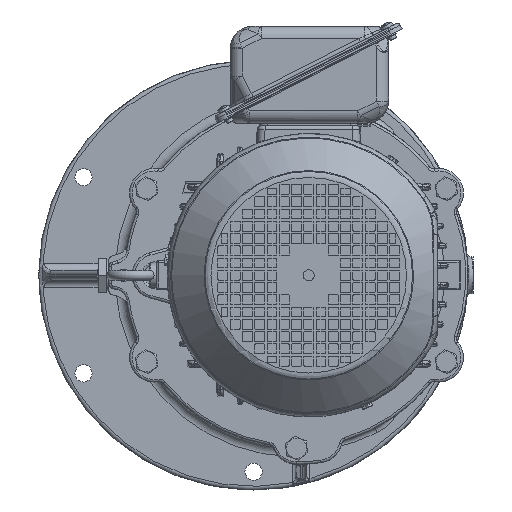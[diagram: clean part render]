
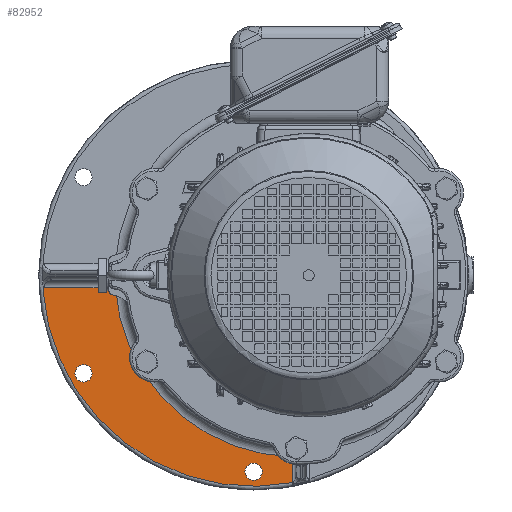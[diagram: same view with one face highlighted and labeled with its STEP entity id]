
A CAD part, left-side view. The second image highlights one B-rep face of the part: STEP entity #82952.
In plain terms, the highlighted planar face has unit normal (-1, 0, 0).
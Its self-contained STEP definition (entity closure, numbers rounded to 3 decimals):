
#2487 = CARTESIAN_POINT ( 'NONE',  ( 110., 205.94, -10.638 ) ) ;
#8729 = DIRECTION ( 'NONE',  ( 1., 0., 0. ) ) ;
#9546 = EDGE_CURVE ( 'NONE', #65101, #170280, #26260, .T. ) ;
#10380 = VERTEX_POINT ( 'NONE', #114478 ) ;
#14260 = CARTESIAN_POINT ( 'NONE',  ( 110., 205.635, -10.155 ) ) ;
#17621 = VERTEX_POINT ( 'NONE', #113650 ) ;
#20718 = DIRECTION ( 'NONE',  ( 0., 1., 0. ) ) ;
#22640 = DIRECTION ( 'NONE',  ( 0., -1., 0. ) ) ;
#26260 = B_SPLINE_CURVE_WITH_KNOTS ( 'NONE', 3,
 ( #160503, #14260, #85503, #2487, #168929, #36451, #101527, #150778 ),
 .UNSPECIFIED., .F., .F.,
 ( 4, 2, 2, 4 ),
 ( 0., 0.001, 0.001, 0.002 ),
 .UNSPECIFIED. ) ;
#36451 = CARTESIAN_POINT ( 'NONE',  ( 110., 206.299, -11.305 ) ) ;
#37224 = ORIENTED_EDGE ( 'NONE', *, *, #82342, .T. ) ;
#41561 = CARTESIAN_POINT ( 'NONE',  ( 110., 173.564, -80. ) ) ;
#43118 = DIRECTION ( 'NONE',  ( -1., 0., 0. ) ) ;
#45101 = CIRCLE ( 'NONE', #123661, 7. ) ;
#48136 = DIRECTION ( 'NONE',  ( 0., 1., 0. ) ) ;
#48146 = CARTESIAN_POINT ( 'NONE',  ( 110., 166.564, -80. ) ) ;
#50297 = EDGE_LOOP ( 'NONE', ( #189872 ) ) ;
#53578 = DIRECTION ( 'NONE',  ( -1., 0., 0. ) ) ;
#57931 = ORIENTED_EDGE ( 'NONE', *, *, #77579, .T. ) ;
#58359 = VECTOR ( 'NONE', #130665, 1000. ) ;
#58959 = ORIENTED_EDGE ( 'NONE', *, *, #158531, .T. ) ;
#63065 = AXIS2_PLACEMENT_3D ( 'NONE', #156447, #43118, #207558 ) ;
#64418 = LINE ( 'NONE', #129607, #58359 ) ;
#65101 = VERTEX_POINT ( 'NONE', #138870 ) ;
#65253 = AXIS2_PLACEMENT_3D ( 'NONE', #166966, #53578, #20718 ) ;
#69611 = FACE_OUTER_BOUND ( 'NONE', #186638, .T. ) ;
#77579 = EDGE_CURVE ( 'NONE', #208122, #163192, #172213, .T. ) ;
#79294 = CIRCLE ( 'NONE', #198735, 7. ) ;
#82342 = EDGE_CURVE ( 'NONE', #17621, #17621, #79294, .T. ) ;
#82952 = ADVANCED_FACE ( 'NONE', ( #69611, #149883, #121951 ), #86689, .T. ) ;
#85503 = CARTESIAN_POINT ( 'NONE',  ( 110., 205.741, -10.315 ) ) ;
#86689 = PLANE ( 'NONE',  #65253 ) ;
#96983 = AXIS2_PLACEMENT_3D ( 'NONE', #114406, #194571, #48136 ) ;
#101527 = CARTESIAN_POINT ( 'NONE',  ( 110., 206.453, -11.652 ) ) ;
#102487 = DIRECTION ( 'NONE',  ( 1., 0., 0. ) ) ;
#106712 = DIRECTION ( 'NONE',  ( 0., -1., 0. ) ) ;
#113650 = CARTESIAN_POINT ( 'NONE',  ( 110., 28., -160. ) ) ;
#114406 = CARTESIAN_POINT ( 'NONE',  ( 110., 0., 0. ) ) ;
#114478 = CARTESIAN_POINT ( 'NONE',  ( 110., 3., -168.997 ) ) ;
#118553 = CARTESIAN_POINT ( 'NONE',  ( 110., 206.953, -10. ) ) ;
#121951 = FACE_BOUND ( 'NONE', #210608, .T. ) ;
#123661 = AXIS2_PLACEMENT_3D ( 'NONE', #41561, #102487, #106712 ) ;
#126208 = VERTEX_POINT ( 'NONE', #48146 ) ;
#129607 = CARTESIAN_POINT ( 'NONE',  ( 110., 3., -140. ) ) ;
#130665 = DIRECTION ( 'NONE',  ( 0., 0., 1. ) ) ;
#131829 = ORIENTED_EDGE ( 'NONE', *, *, #167284, .T. ) ;
#138870 = CARTESIAN_POINT ( 'NONE',  ( 110., 205.525, -10. ) ) ;
#145435 = CARTESIAN_POINT ( 'NONE',  ( 110., 206.58, -12.013 ) ) ;
#149883 = FACE_BOUND ( 'NONE', #50297, .T. ) ;
#150778 = CARTESIAN_POINT ( 'NONE',  ( 110., 206.58, -12.013 ) ) ;
#151022 = VECTOR ( 'NONE', #183769, 1000. ) ;
#152067 = ORIENTED_EDGE ( 'NONE', *, *, #9546, .T. ) ;
#156036 = CARTESIAN_POINT ( 'NONE',  ( 110., 35., -160. ) ) ;
#156447 = CARTESIAN_POINT ( 'NONE',  ( 110., 35., 0. ) ) ;
#158531 = EDGE_CURVE ( 'NONE', #163192, #65101, #167793, .T. ) ;
#160114 = EDGE_CURVE ( 'NONE', #170280, #10380, #206417, .T. ) ;
#160503 = CARTESIAN_POINT ( 'NONE',  ( 110., 205.525, -10. ) ) ;
#163192 = VERTEX_POINT ( 'NONE', #180693 ) ;
#166966 = CARTESIAN_POINT ( 'NONE',  ( 110., 35., 0. ) ) ;
#167284 = EDGE_CURVE ( 'NONE', #10380, #208122, #64418, .T. ) ;
#167793 = LINE ( 'NONE', #118553, #151022 ) ;
#168929 = CARTESIAN_POINT ( 'NONE',  ( 110., 206.034, -10.802 ) ) ;
#170280 = VERTEX_POINT ( 'NONE', #145435 ) ;
#172213 = CIRCLE ( 'NONE', #96983, 148. ) ;
#180693 = CARTESIAN_POINT ( 'NONE',  ( 110., 147.662, -10. ) ) ;
#183769 = DIRECTION ( 'NONE',  ( 0., 1., 0. ) ) ;
#184985 = ORIENTED_EDGE ( 'NONE', *, *, #160114, .T. ) ;
#186638 = EDGE_LOOP ( 'NONE', ( #131829, #57931, #58959, #152067, #184985 ) ) ;
#189872 = ORIENTED_EDGE ( 'NONE', *, *, #196778, .T. ) ;
#194571 = DIRECTION ( 'NONE',  ( 1., 0., 0. ) ) ;
#196778 = EDGE_CURVE ( 'NONE', #126208, #126208, #45101, .T. ) ;
#198735 = AXIS2_PLACEMENT_3D ( 'NONE', #156036, #8729, #22640 ) ;
#201828 = CARTESIAN_POINT ( 'NONE',  ( 110., 3., -147.97 ) ) ;
#206417 = CIRCLE ( 'NONE', #63065, 172. ) ;
#207558 = DIRECTION ( 'NONE',  ( 0., 1., 0. ) ) ;
#208122 = VERTEX_POINT ( 'NONE', #201828 ) ;
#210608 = EDGE_LOOP ( 'NONE', ( #37224 ) ) ;
